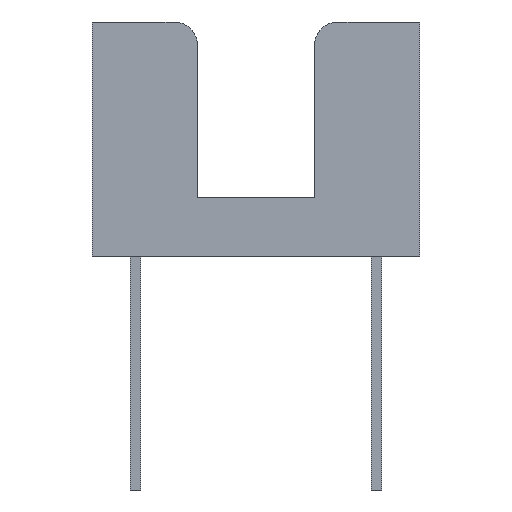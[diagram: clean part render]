
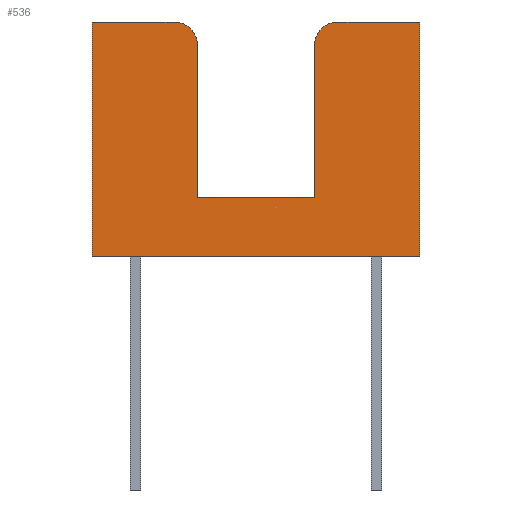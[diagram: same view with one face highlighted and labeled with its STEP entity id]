
A CAD part, front view. The second image highlights one B-rep face of the part: STEP entity #536.
In plain terms, the highlighted planar face has unit normal (0, -1, 0).
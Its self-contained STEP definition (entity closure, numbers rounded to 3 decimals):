
#12=DIRECTION('',(0.,0.,1.));
#27=DIRECTION('',(0.,1.,0.));
#53=VECTOR('',#12,1.);
#78=VECTOR('',#79,1.);
#79=DIRECTION('',(-1.,0.,0.));
#124=DIRECTION('',(0.,-1.,0.));
#142=VERTEX_POINT('',#143);
#143=CARTESIAN_POINT('',(12.15,-4.99,0.));
#146=EDGE_CURVE('',#142,#147,#149,.T.);
#147=VERTEX_POINT('',#148);
#148=CARTESIAN_POINT('',(-1.85,-4.99,0.));
#149=LINE('',#143,#78);
#510=EDGE_CURVE('',#147,#511,#513,.T.);
#511=VERTEX_POINT('',#512);
#512=CARTESIAN_POINT('',(-1.85,-4.99,10.));
#513=LINE('',#148,#53);
#527=VERTEX_POINT('',#528);
#528=CARTESIAN_POINT('',(12.15,-4.99,10.));
#531=EDGE_CURVE('',#142,#527,#532,.T.);
#532=LINE('',#143,#53);
#536=ADVANCED_FACE('',(#537),#581,.T.);
#537=FACE_BOUND('',#538,.T.);
#538=EDGE_LOOP('',(#539,#547,#553,#559,#566,#569,#570,#571,#572,#576));
#539=ORIENTED_EDGE('',*,*,#540,.F.);
#540=EDGE_CURVE('',#541,#543,#545,.T.);
#541=VERTEX_POINT('',#542);
#542=CARTESIAN_POINT('',(7.65,-4.99,2.5));
#543=VERTEX_POINT('',#544);
#544=CARTESIAN_POINT('',(7.65,-4.99,9.));
#545=LINE('',#546,#53);
#546=CARTESIAN_POINT('',(7.65,-4.99,1.25));
#547=ORIENTED_EDGE('',*,*,#548,.T.);
#548=EDGE_CURVE('',#541,#549,#551,.T.);
#549=VERTEX_POINT('',#550);
#550=CARTESIAN_POINT('',(2.65,-4.99,2.5));
#551=LINE('',#552,#78);
#552=CARTESIAN_POINT('',(7.4,-4.99,2.5));
#553=ORIENTED_EDGE('',*,*,#554,.T.);
#554=EDGE_CURVE('',#549,#555,#557,.T.);
#555=VERTEX_POINT('',#556);
#556=CARTESIAN_POINT('',(2.65,-4.99,9.));
#557=LINE('',#558,#53);
#558=CARTESIAN_POINT('',(2.65,-4.99,1.25));
#559=ORIENTED_EDGE('',*,*,#560,.T.);
#560=EDGE_CURVE('',#555,#561,#563,.T.);
#561=VERTEX_POINT('',#562);
#562=CARTESIAN_POINT('',(1.65,-4.99,10.));
#563=CIRCLE('',#564,1.);
#564=AXIS2_PLACEMENT_3D('',#565,#124,#12);
#565=CARTESIAN_POINT('',(1.65,-4.99,9.));
#566=ORIENTED_EDGE('',*,*,#567,.T.);
#567=EDGE_CURVE('',#561,#511,#568,.T.);
#568=LINE('',#528,#78);
#569=ORIENTED_EDGE('',*,*,#510,.F.);
#570=ORIENTED_EDGE('',*,*,#146,.F.);
#571=ORIENTED_EDGE('',*,*,#531,.T.);
#572=ORIENTED_EDGE('',*,*,#573,.T.);
#573=EDGE_CURVE('',#527,#574,#568,.T.);
#574=VERTEX_POINT('',#575);
#575=CARTESIAN_POINT('',(8.65,-4.99,10.));
#576=ORIENTED_EDGE('',*,*,#577,.F.);
#577=EDGE_CURVE('',#543,#574,#578,.T.);
#578=CIRCLE('',#579,1.);
#579=AXIS2_PLACEMENT_3D('',#580,#27,#12);
#580=CARTESIAN_POINT('',(8.65,-4.99,9.));
#581=PLANE('',#582);
#582=AXIS2_PLACEMENT_3D('',#143,#124,#79);
